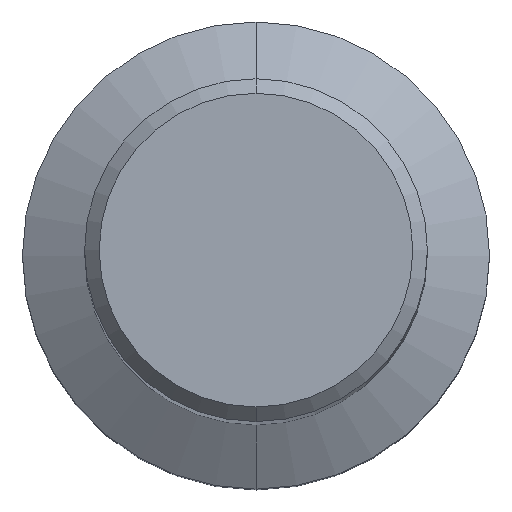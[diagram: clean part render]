
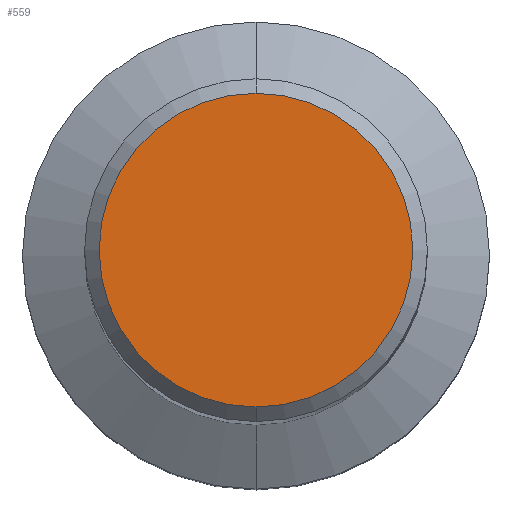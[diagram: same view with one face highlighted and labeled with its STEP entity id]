
A CAD part, top view. The second image highlights one B-rep face of the part: STEP entity #559.
In plain terms, the highlighted planar face has unit normal (0, 0, 1).
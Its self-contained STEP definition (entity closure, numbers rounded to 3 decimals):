
#405=EDGE_CURVE('',#541,#461,#814,.T.);
#461=VERTEX_POINT('',#874);
#499=EDGE_CURVE('',#461,#541,#913,.T.);
#541=VERTEX_POINT('',#963);
#559=ADVANCED_FACE('',(#982),#983,.T.);
#814=CIRCLE('',#1374,4.264);
#874=CARTESIAN_POINT('',(0.,-4.264,0.0));
#913=CIRCLE('',#1598,4.264);
#963=CARTESIAN_POINT('',(0.0,4.264,0.0));
#982=FACE_OUTER_BOUND('',#1723,.T.);
#983=PLANE('',#1724);
#1374=AXIS2_PLACEMENT_3D('',#2060,#2061,#2062);
#1598=AXIS2_PLACEMENT_3D('',#2139,#2140,#2141);
#1723=EDGE_LOOP('',(#2225,#2226));
#1724=AXIS2_PLACEMENT_3D('',#2227,#2228,#2229);
#2060=CARTESIAN_POINT('',(0.0,0.0,0.0));
#2061=DIRECTION('',(0.0,0.0,-1.0));
#2062=DIRECTION('',(0.0,1.0,0.0));
#2139=CARTESIAN_POINT('',(0.0,0.0,0.0));
#2140=DIRECTION('',(0.0,0.0,-1.0));
#2141=DIRECTION('',(0.0,1.0,0.0));
#2225=ORIENTED_EDGE('',*,*,#405,.F.);
#2226=ORIENTED_EDGE('',*,*,#499,.F.);
#2227=CARTESIAN_POINT('',(0.0,2.132,0.0));
#2228=DIRECTION('',(-0.0,0.0,1.0));
#2229=DIRECTION('',(0.0,-1.0,0.0));
